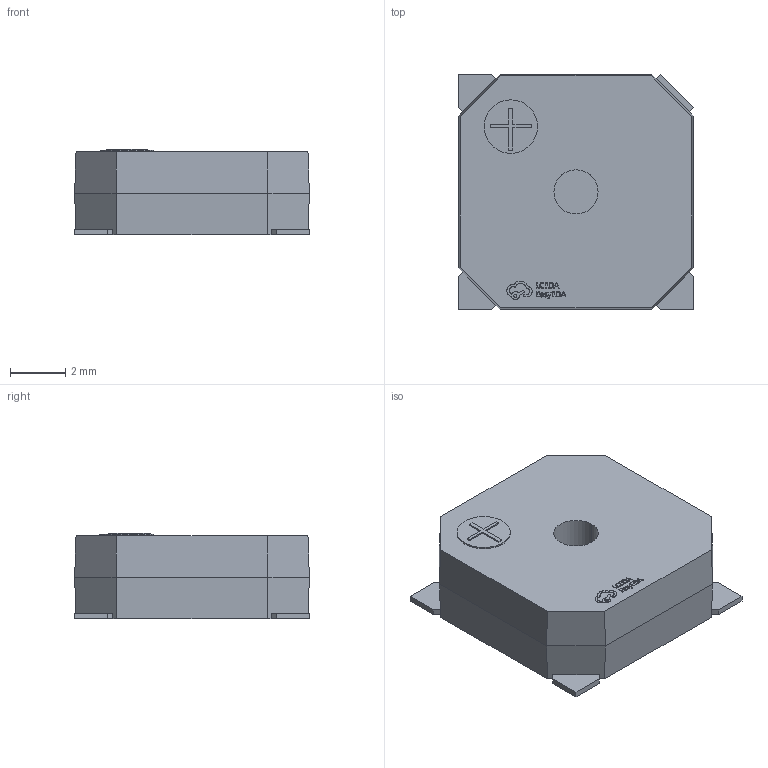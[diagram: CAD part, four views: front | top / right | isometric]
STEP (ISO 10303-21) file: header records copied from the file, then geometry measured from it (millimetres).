
FILE_DESCRIPTION (( 'STEP AP214' ), '1' );
FILE_NAME ('BUZ-SMD_4P-L8.5-W8.5-P8.50-TL-A.STEP', '2022-11-13T08:29:36', ( '' ), ( '' ), 'SwSTEP 2.0', 'SolidWorks 2020', '' );
FILE_SCHEMA (( 'AUTOMOTIVE_DESIGN' ));
Length unit declared in the file: millimetre
Products named in the file (1): BUZ-SMD_4P-L8.5-W8.5-P8.50-TL-A
Bounding box: 8.5 x 8.5 x 3.11 mm (x, y, z)
Volume: 198.9 mm3; surface area: 240.5 mm2
Topology: 1 solids, 1 shells, 288 faces, 784 edges, 520 vertices
Faces by surface type: plane 186, bspline 98, cylinder 4
Entity records: 12706 total; most frequent: CARTESIAN_POINT 2899, ORIENTED_EDGE 1568, DIRECTION 974, EDGE_CURVE 784, VECTOR 576, LINE 576, VERTEX_POINT 520, EDGE_LOOP 310
